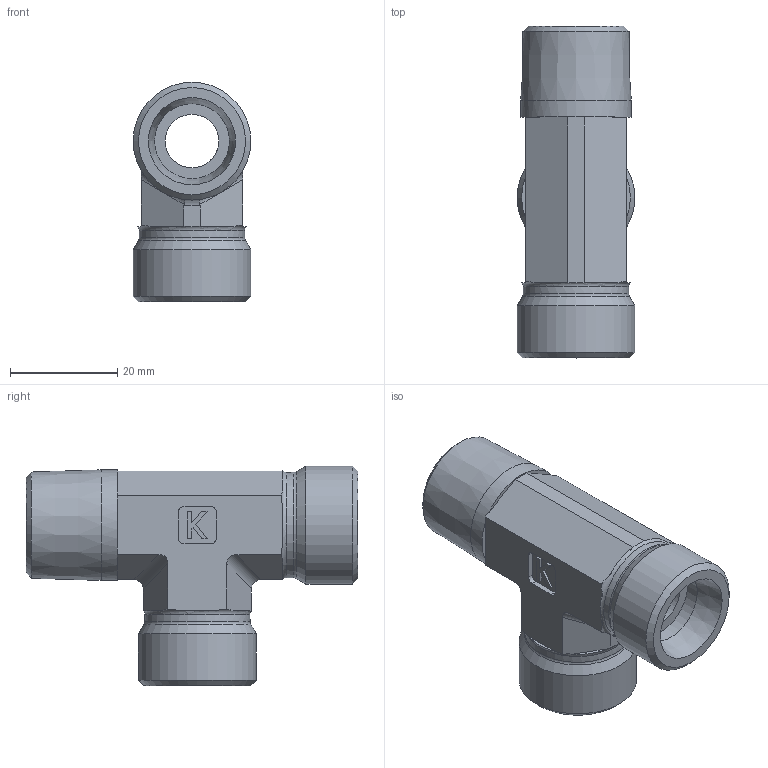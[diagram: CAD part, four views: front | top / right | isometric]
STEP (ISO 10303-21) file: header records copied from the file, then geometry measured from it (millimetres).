
FILE_DESCRIPTION((''),'2;1');
FILE_NAME('2504142022.stp','2014-10-08T11:51:12',(''),('KNOMI spol. s r. o.'),'Autodesk Inventor 2012','Autodesk Inventor 2012','');
FILE_SCHEMA(('AUTOMOTIVE_DESIGN { 1 2 10303 214 0 1 1 1 }'));
Length unit declared in the file: millimetre
Products named in the file (1): TBCM3 14SMkuž M20K/M22
Bounding box: 22 x 62 x 41 mm (x, y, z)
Volume: 19102.6 mm3; surface area: 8879.6 mm2
Topology: 1 solids, 1 shells, 104 faces, 279 edges, 180 vertices
Faces by surface type: plane 72, cylinder 19, cone 9, torus 4
Full cylindrical faces by diameter (mm): 10 x2, 14 x2, 19.7 x2, 20.657 x1, 22 x2
Entity records: 3112 total; most frequent: CARTESIAN_POINT 619, DIRECTION 508, ORIENTED_EDGE 494, EDGE_CURVE 247, AXIS2_PLACEMENT_3D 188, VERTEX_POINT 171, EDGE_LOOP 134, VECTOR 132
